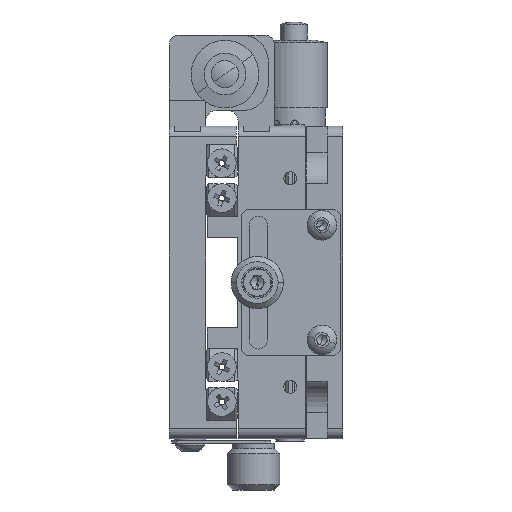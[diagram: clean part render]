
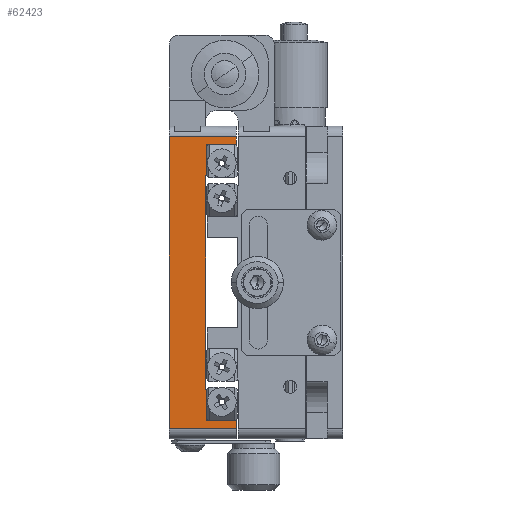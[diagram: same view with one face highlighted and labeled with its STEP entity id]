
A CAD part, left-side view. The second image highlights one B-rep face of the part: STEP entity #62423.
In plain terms, the highlighted planar face has unit normal (-1, 0, 0).
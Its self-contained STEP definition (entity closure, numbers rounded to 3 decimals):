
#678 = DIRECTION ( 'NONE',  ( 0., 0., -1. ) ) ;
#2134 = VECTOR ( 'NONE', #17031, 1000. ) ;
#2657 = DIRECTION ( 'NONE',  ( 0., 0., 1. ) ) ;
#2815 = DIRECTION ( 'NONE',  ( 0., 0., 1. ) ) ;
#2867 = LINE ( 'NONE', #8430, #45417 ) ;
#3116 = EDGE_CURVE ( 'NONE', #14248, #22428, #10746, .T. ) ;
#4694 = EDGE_CURVE ( 'NONE', #9520, #39060, #38047, .T. ) ;
#5840 = VERTEX_POINT ( 'NONE', #15535 ) ;
#6203 = DIRECTION ( 'NONE',  ( 0., -1., 0. ) ) ;
#6445 = ORIENTED_EDGE ( 'NONE', *, *, #3116, .F. ) ;
#6973 = VERTEX_POINT ( 'NONE', #7458 ) ;
#7458 = CARTESIAN_POINT ( 'NONE',  ( -30., 20.4, -28. ) ) ;
#8049 = EDGE_CURVE ( 'NONE', #32090, #9520, #10549, .T. ) ;
#8258 = CARTESIAN_POINT ( 'NONE',  ( -30., 20.4, 28. ) ) ;
#8430 = CARTESIAN_POINT ( 'NONE',  ( -30., 20.4, 28. ) ) ;
#8716 = ORIENTED_EDGE ( 'NONE', *, *, #8049, .F. ) ;
#9378 = VECTOR ( 'NONE', #58451, 1000. ) ;
#9520 = VERTEX_POINT ( 'NONE', #39098 ) ;
#10549 = LINE ( 'NONE', #46521, #25340 ) ;
#10746 = LINE ( 'NONE', #65738, #68178 ) ;
#11440 = CARTESIAN_POINT ( 'NONE',  ( -30., 20.4, -28. ) ) ;
#13955 = VECTOR ( 'NONE', #20821, 1000. ) ;
#14022 = CARTESIAN_POINT ( 'NONE',  ( -30., 33.3, 28. ) ) ;
#14248 = VERTEX_POINT ( 'NONE', #46297 ) ;
#15535 = CARTESIAN_POINT ( 'NONE',  ( -30., 26.2, 26.5 ) ) ;
#15585 = EDGE_CURVE ( 'NONE', #5840, #14248, #45049, .T. ) ;
#15720 = CARTESIAN_POINT ( 'NONE',  ( -30., 26.3, -20.5 ) ) ;
#17031 = DIRECTION ( 'NONE',  ( 0., 1., 0. ) ) ;
#18276 = ORIENTED_EDGE ( 'NONE', *, *, #39487, .F. ) ;
#18676 = ORIENTED_EDGE ( 'NONE', *, *, #4694, .F. ) ;
#19136 = PLANE ( 'NONE',  #71779 ) ;
#19343 = VECTOR ( 'NONE', #2657, 1000. ) ;
#20711 = VERTEX_POINT ( 'NONE', #58015 ) ;
#20821 = DIRECTION ( 'NONE',  ( 0., 1., 0. ) ) ;
#21244 = LINE ( 'NONE', #22001, #63840 ) ;
#21532 = DIRECTION ( 'NONE',  ( 0., 1., 0. ) ) ;
#21937 = CARTESIAN_POINT ( 'NONE',  ( -30., 26.2, -26.5 ) ) ;
#22001 = CARTESIAN_POINT ( 'NONE',  ( -30., 26.2, -26.5 ) ) ;
#22428 = VERTEX_POINT ( 'NONE', #66811 ) ;
#23288 = VECTOR ( 'NONE', #55203, 1000. ) ;
#24948 = VERTEX_POINT ( 'NONE', #49660 ) ;
#25340 = VECTOR ( 'NONE', #6203, 1000. ) ;
#26489 = FACE_OUTER_BOUND ( 'NONE', #60641, .T. ) ;
#27785 = ORIENTED_EDGE ( 'NONE', *, *, #15585, .F. ) ;
#28225 = CARTESIAN_POINT ( 'NONE',  ( -30., 26.2, -26.5 ) ) ;
#29607 = ORIENTED_EDGE ( 'NONE', *, *, #50132, .F. ) ;
#29672 = EDGE_CURVE ( 'NONE', #6973, #69438, #2867, .T. ) ;
#31651 = LINE ( 'NONE', #11440, #2134 ) ;
#32090 = VERTEX_POINT ( 'NONE', #15720 ) ;
#32161 = ORIENTED_EDGE ( 'NONE', *, *, #58116, .F. ) ;
#36100 = DIRECTION ( 'NONE',  ( -1., 0., 0. ) ) ;
#38047 = LINE ( 'NONE', #21937, #23288 ) ;
#38304 = ORIENTED_EDGE ( 'NONE', *, *, #66004, .F. ) ;
#38640 = ORIENTED_EDGE ( 'NONE', *, *, #44023, .T. ) ;
#39060 = VERTEX_POINT ( 'NONE', #28225 ) ;
#39098 = CARTESIAN_POINT ( 'NONE',  ( -30., 26.2, -20.5 ) ) ;
#39487 = EDGE_CURVE ( 'NONE', #22428, #32090, #55687, .T. ) ;
#40972 = CARTESIAN_POINT ( 'NONE',  ( -30., 26.2, 26.5 ) ) ;
#41747 = LINE ( 'NONE', #42855, #13955 ) ;
#42855 = CARTESIAN_POINT ( 'NONE',  ( -30., 20.4, 28. ) ) ;
#42962 = VECTOR ( 'NONE', #64010, 1000. ) ;
#43495 = ORIENTED_EDGE ( 'NONE', *, *, #66761, .F. ) ;
#44023 = EDGE_CURVE ( 'NONE', #53996, #64447, #41747, .T. ) ;
#44940 = CARTESIAN_POINT ( 'NONE',  ( -30., 33.3, 28. ) ) ;
#45049 = LINE ( 'NONE', #40972, #46850 ) ;
#45417 = VECTOR ( 'NONE', #48237, 1000. ) ;
#46297 = CARTESIAN_POINT ( 'NONE',  ( -30., 26.2, 20.5 ) ) ;
#46521 = CARTESIAN_POINT ( 'NONE',  ( -30., 26.3, -20.5 ) ) ;
#46850 = VECTOR ( 'NONE', #57753, 1000. ) ;
#47524 = CARTESIAN_POINT ( 'NONE',  ( -30., 20.4, 28. ) ) ;
#48237 = DIRECTION ( 'NONE',  ( 0., 0., 1. ) ) ;
#48860 = LINE ( 'NONE', #8258, #19343 ) ;
#49660 = CARTESIAN_POINT ( 'NONE',  ( -30., 20.4, 26.5 ) ) ;
#50132 = EDGE_CURVE ( 'NONE', #20711, #64447, #66782, .T. ) ;
#52218 = ORIENTED_EDGE ( 'NONE', *, *, #29672, .T. ) ;
#53996 = VERTEX_POINT ( 'NONE', #47524 ) ;
#55203 = DIRECTION ( 'NONE',  ( 0., 0., -1. ) ) ;
#55687 = LINE ( 'NONE', #56101, #68822 ) ;
#56101 = CARTESIAN_POINT ( 'NONE',  ( -30., 26.3, 20.5 ) ) ;
#57753 = DIRECTION ( 'NONE',  ( 0., 0., -1. ) ) ;
#57809 = LINE ( 'NONE', #58204, #42962 ) ;
#58015 = CARTESIAN_POINT ( 'NONE',  ( -30., 33.3, -28. ) ) ;
#58116 = EDGE_CURVE ( 'NONE', #39060, #69438, #21244, .T. ) ;
#58204 = CARTESIAN_POINT ( 'NONE',  ( -30., 26.2, 26.5 ) ) ;
#58451 = DIRECTION ( 'NONE',  ( 0., 0., 1. ) ) ;
#59505 = EDGE_CURVE ( 'NONE', #24948, #53996, #48860, .T. ) ;
#60641 = EDGE_LOOP ( 'NONE', ( #43495, #65627, #38640, #29607, #38304, #52218, #32161, #18676, #8716, #18276, #6445, #27785 ) ) ;
#60840 = DIRECTION ( 'NONE',  ( 0., -1., 0. ) ) ;
#62423 = ADVANCED_FACE ( 'NONE', ( #26489 ), #19136, .T. ) ;
#63840 = VECTOR ( 'NONE', #60840, 1000. ) ;
#64010 = DIRECTION ( 'NONE',  ( 0., 1., 0. ) ) ;
#64447 = VERTEX_POINT ( 'NONE', #44940 ) ;
#65627 = ORIENTED_EDGE ( 'NONE', *, *, #59505, .T. ) ;
#65738 = CARTESIAN_POINT ( 'NONE',  ( -30., 26.3, 20.5 ) ) ;
#66004 = EDGE_CURVE ( 'NONE', #6973, #20711, #31651, .T. ) ;
#66761 = EDGE_CURVE ( 'NONE', #24948, #5840, #57809, .T. ) ;
#66782 = LINE ( 'NONE', #14022, #9378 ) ;
#66811 = CARTESIAN_POINT ( 'NONE',  ( -30., 26.3, 20.5 ) ) ;
#67824 = CARTESIAN_POINT ( 'NONE',  ( -30., 20.4, -26.5 ) ) ;
#68178 = VECTOR ( 'NONE', #21532, 1000. ) ;
#68822 = VECTOR ( 'NONE', #678, 1000. ) ;
#69438 = VERTEX_POINT ( 'NONE', #67824 ) ;
#69467 = CARTESIAN_POINT ( 'NONE',  ( -30., 20.4, 28. ) ) ;
#71779 = AXIS2_PLACEMENT_3D ( 'NONE', #69467, #36100, #2815 ) ;
